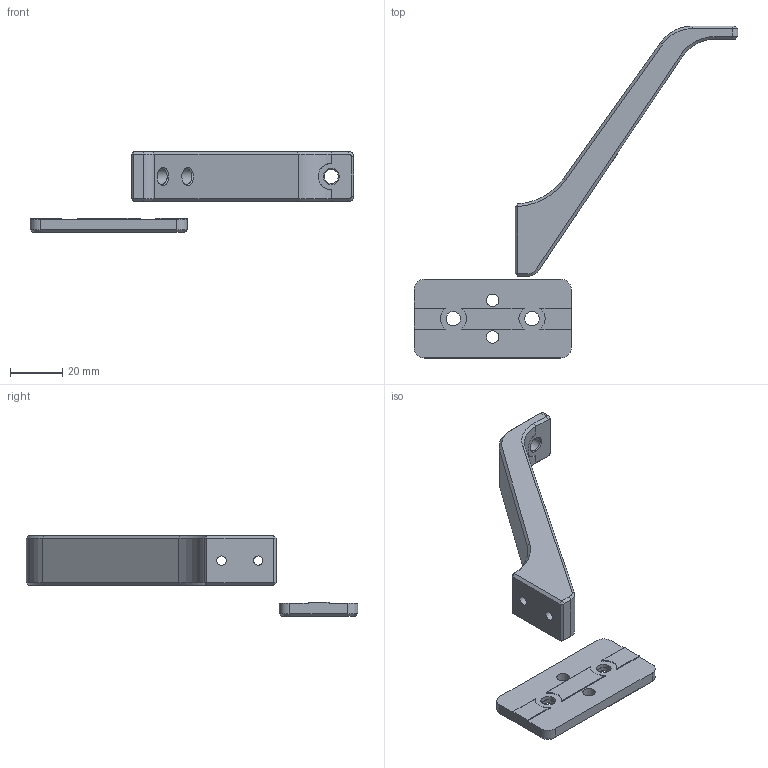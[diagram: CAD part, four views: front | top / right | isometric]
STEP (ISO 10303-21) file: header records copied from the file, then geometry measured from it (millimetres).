
FILE_DESCRIPTION(/* description */ (''),/* implementation_level */ '2;1');
FILE_NAME(/* name */ 'SW_cam_mount v5.step',/* time_stamp */ '2022-04-17T21:26:03-04:00',/* author */ (''),/* organization */ (''),/* preprocessor_version */ 'ST-DEVELOPER v18.1',/* originating_system */ 'Autodesk Translation Framework v10.14.0.1471',/* authorisation */ '');
FILE_SCHEMA (('AUTOMOTIVE_DESIGN { 1 0 10303 214 3 1 1 }'));
Length unit declared in the file: millimetre
Products named in the file (3): SW_cam_mount; Base; Arm
Assembly tree (2 placements, depth 2):
  SW_cam_mount
    Base
    Arm
Bounding box: 123.5 x 126.5 x 30.8 mm (x, y, z)
Volume: 34446.2 mm3; surface area: 13040.1 mm2
Topology: 2 solids, 2 shells, 125 faces, 296 edges, 178 vertices
Faces by surface type: plane 74, cylinder 26, cone 23, bspline 2
Full cylindrical faces by diameter (mm): 3.5 x2, 4.7 x2, 5.4 x1, 5.5 x2, 6 x2, 10 x2
Entity records: 3809 total; most frequent: CARTESIAN_POINT 793, DIRECTION 630, ORIENTED_EDGE 592, EDGE_CURVE 296, AXIS2_PLACEMENT_3D 215, LINE 200, VECTOR 200, VERTEX_POINT 178
